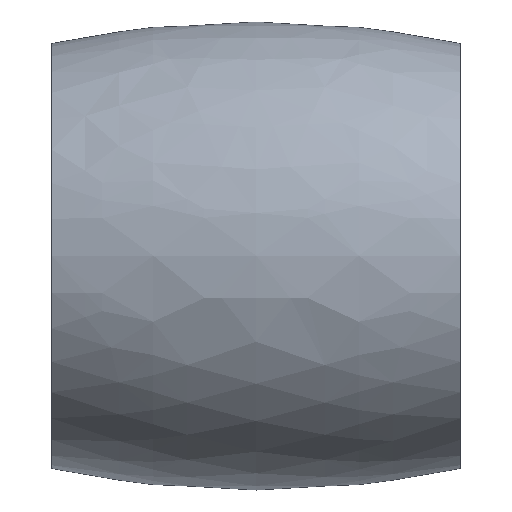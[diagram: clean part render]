
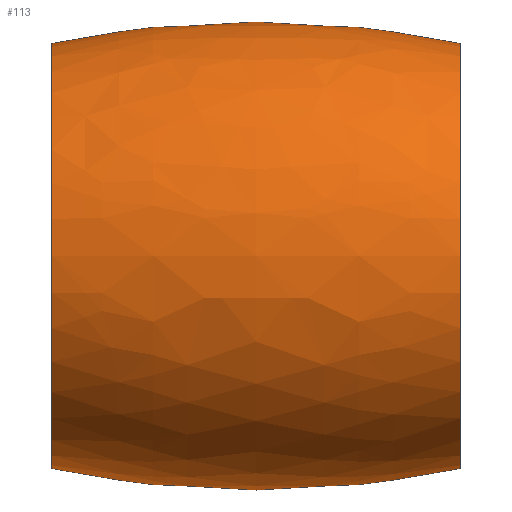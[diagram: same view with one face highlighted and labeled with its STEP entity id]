
A CAD part, top view. The second image highlights one B-rep face of the part: STEP entity #113.
In plain terms, the highlighted free-form (B-spline) face has degree [2, 2] with [3, 9] control points.
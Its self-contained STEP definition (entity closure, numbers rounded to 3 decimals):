
#15=(
BOUNDED_SURFACE()
B_SPLINE_SURFACE(2,2,((#208,#209,#210,#211,#212,#213,#214,#215,#216),(#217,
#218,#219,#220,#221,#222,#223,#224,#225),(#226,#227,#228,#229,#230,#231,
#232,#233,#234)),.UNSPECIFIED.,.F.,.T.,.F.)
B_SPLINE_SURFACE_WITH_KNOTS((3,3),(3,2,2,2,3),(-0.21,0.21),
(-3.142,-1.571,0.,1.571,3.142),
 .UNSPECIFIED.)
GEOMETRIC_REPRESENTATION_ITEM()
RATIONAL_B_SPLINE_SURFACE(((1.,0.707,1.,0.707,1.,
0.707,1.,0.707,1.),(0.978,0.692,
0.978,0.692,0.978,0.692,
0.978,0.692,0.978),(1.,0.707,
1.,0.707,1.,0.707,1.,0.707,1.)))
REPRESENTATION_ITEM('')
SURFACE()
);
#36=FACE_OUTER_BOUND('',#48,.T.);
#48=EDGE_LOOP('',(#98,#99,#100,#101));
#49=CIRCLE('',#129,13.);
#56=CIRCLE('',#142,13.);
#57=CIRCLE('',#143,60.);
#58=VERTEX_POINT('',#183);
#65=VERTEX_POINT('',#206);
#66=EDGE_CURVE('',#58,#58,#49,.T.);
#76=EDGE_CURVE('',#65,#65,#56,.T.);
#77=EDGE_CURVE('',#58,#65,#57,.T.);
#98=ORIENTED_EDGE('',*,*,#66,.F.);
#99=ORIENTED_EDGE('',*,*,#77,.T.);
#100=ORIENTED_EDGE('',*,*,#76,.T.);
#101=ORIENTED_EDGE('',*,*,#77,.F.);
#113=ADVANCED_FACE('',(#36),#15,.F.);
#129=AXIS2_PLACEMENT_3D('',#184,#148,#149);
#142=AXIS2_PLACEMENT_3D('',#207,#177,#178);
#143=AXIS2_PLACEMENT_3D('',#235,#179,#180);
#148=DIRECTION('center_axis',(1.,0.,0.));
#149=DIRECTION('ref_axis',(0.,0.,-1.));
#177=DIRECTION('center_axis',(1.,0.,0.));
#178=DIRECTION('ref_axis',(0.,0.,-1.));
#179=DIRECTION('center_axis',(0.,-1.,0.));
#180=DIRECTION('ref_axis',(0.,0.,1.));
#183=CARTESIAN_POINT('',(12.5,45.683,13.));
#184=CARTESIAN_POINT('Origin',(12.5,45.683,0.));
#206=CARTESIAN_POINT('',(-12.5,45.683,13.));
#207=CARTESIAN_POINT('Origin',(-12.5,45.683,0.));
#208=CARTESIAN_POINT('Ctrl Pts',(-12.5,45.683,13.));
#209=CARTESIAN_POINT('Ctrl Pts',(-12.5,32.683,13.));
#210=CARTESIAN_POINT('Ctrl Pts',(-12.5,32.683,0.));
#211=CARTESIAN_POINT('Ctrl Pts',(-12.5,32.683,-13.));
#212=CARTESIAN_POINT('Ctrl Pts',(-12.5,45.683,-13.));
#213=CARTESIAN_POINT('Ctrl Pts',(-12.5,58.683,-13.));
#214=CARTESIAN_POINT('Ctrl Pts',(-12.5,58.683,0.));
#215=CARTESIAN_POINT('Ctrl Pts',(-12.5,58.683,13.));
#216=CARTESIAN_POINT('Ctrl Pts',(-12.5,45.683,13.));
#217=CARTESIAN_POINT('Ctrl Pts',(0.,45.683,
15.663));
#218=CARTESIAN_POINT('Ctrl Pts',(0.,30.021,
15.663));
#219=CARTESIAN_POINT('Ctrl Pts',(0.,30.021,
0.));
#220=CARTESIAN_POINT('Ctrl Pts',(0.,30.021,
-15.663));
#221=CARTESIAN_POINT('Ctrl Pts',(0.,45.683,
-15.663));
#222=CARTESIAN_POINT('Ctrl Pts',(0.,61.346,
-15.663));
#223=CARTESIAN_POINT('Ctrl Pts',(0.,61.346,
0.));
#224=CARTESIAN_POINT('Ctrl Pts',(0.,61.346,
15.663));
#225=CARTESIAN_POINT('Ctrl Pts',(0.,45.683,
15.663));
#226=CARTESIAN_POINT('Ctrl Pts',(12.5,45.683,13.));
#227=CARTESIAN_POINT('Ctrl Pts',(12.5,32.683,13.));
#228=CARTESIAN_POINT('Ctrl Pts',(12.5,32.683,0.));
#229=CARTESIAN_POINT('Ctrl Pts',(12.5,32.683,-13.));
#230=CARTESIAN_POINT('Ctrl Pts',(12.5,45.683,-13.));
#231=CARTESIAN_POINT('Ctrl Pts',(12.5,58.683,-13.));
#232=CARTESIAN_POINT('Ctrl Pts',(12.5,58.683,0.));
#233=CARTESIAN_POINT('Ctrl Pts',(12.5,58.683,13.));
#234=CARTESIAN_POINT('Ctrl Pts',(12.5,45.683,13.));
#235=CARTESIAN_POINT('Origin',(0.,45.683,-45.683));
